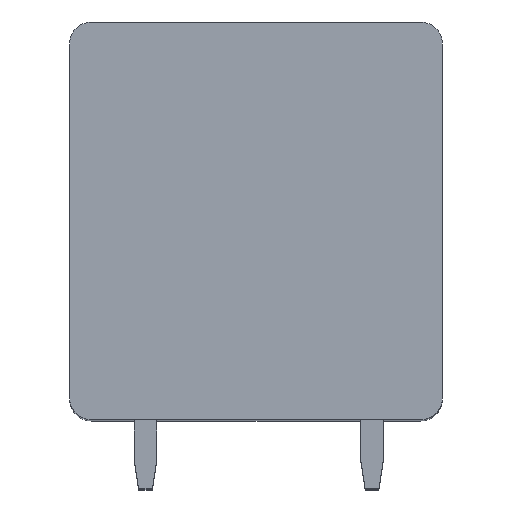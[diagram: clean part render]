
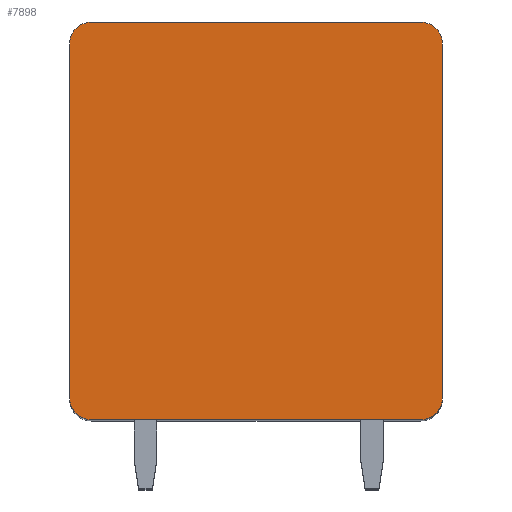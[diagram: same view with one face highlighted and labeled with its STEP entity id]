
A CAD part, top view. The second image highlights one B-rep face of the part: STEP entity #7898.
In plain terms, the highlighted planar face has unit normal (0, 0, 1).
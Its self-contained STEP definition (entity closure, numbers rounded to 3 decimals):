
#1019=CARTESIAN_POINT('',(-5.95,6.4,1.75));
#1020=DIRECTION('',(0.,0.,1.));
#1021=DIRECTION('',(0.,1.,0.));
#1022=AXIS2_PLACEMENT_3D('',#1019,#1020,#1021);
#1024=DIRECTION('',(-1.,0.,0.));
#1025=VECTOR('',#1024,11.9);
#1026=CARTESIAN_POINT('',(5.95,7.2,1.75));
#1027=LINE('',#1026,#1025);
#1028=CARTESIAN_POINT('',(5.95,6.4,1.75));
#1029=DIRECTION('',(0.,0.,1.));
#1030=DIRECTION('',(1.,0.,0.));
#1031=AXIS2_PLACEMENT_3D('',#1028,#1029,#1030);
#1033=DIRECTION('',(0.,1.,0.));
#1034=VECTOR('',#1033,12.8);
#1035=CARTESIAN_POINT('',(6.75,-6.4,1.75));
#1036=LINE('',#1035,#1034);
#1037=CARTESIAN_POINT('',(5.95,-6.4,1.75));
#1038=DIRECTION('',(0.,0.,1.));
#1039=DIRECTION('',(0.,-1.,0.));
#1040=AXIS2_PLACEMENT_3D('',#1037,#1038,#1039);
#1042=DIRECTION('',(1.,0.,0.));
#1043=VECTOR('',#1042,11.9);
#1044=CARTESIAN_POINT('',(-5.95,-7.2,1.75));
#1045=LINE('',#1044,#1043);
#1046=CARTESIAN_POINT('',(-5.95,-6.4,1.75));
#1047=DIRECTION('',(0.,0.,1.));
#1048=DIRECTION('',(-1.,0.,0.));
#1049=AXIS2_PLACEMENT_3D('',#1046,#1047,#1048);
#1051=DIRECTION('',(0.,-1.,0.));
#1052=VECTOR('',#1051,12.8);
#1053=CARTESIAN_POINT('',(-6.75,6.4,1.75));
#1054=LINE('',#1053,#1052);
#5805=CARTESIAN_POINT('',(-5.95,7.2,1.75));
#5806=VERTEX_POINT('',#5805);
#5807=CARTESIAN_POINT('',(-6.75,6.4,1.75));
#5808=VERTEX_POINT('',#5807);
#5813=CARTESIAN_POINT('',(6.75,6.4,1.75));
#5814=VERTEX_POINT('',#5813);
#5815=CARTESIAN_POINT('',(5.95,7.2,1.75));
#5816=VERTEX_POINT('',#5815);
#5821=CARTESIAN_POINT('',(-6.75,-6.4,1.75));
#5822=VERTEX_POINT('',#5821);
#5823=CARTESIAN_POINT('',(-5.95,-7.2,1.75));
#5824=VERTEX_POINT('',#5823);
#5829=CARTESIAN_POINT('',(5.95,-7.2,1.75));
#5830=VERTEX_POINT('',#5829);
#5831=CARTESIAN_POINT('',(6.75,-6.4,1.75));
#5832=VERTEX_POINT('',#5831);
#7883=CARTESIAN_POINT('',(0.,0.,1.75));
#7884=DIRECTION('',(0.,0.,1.));
#7885=DIRECTION('',(1.,0.,0.));
#7886=AXIS2_PLACEMENT_3D('',#7883,#7884,#7885);
#7887=PLANE('',#7886);
#7888=ORIENTED_EDGE('',*,*,#7233,.F.);
#7889=ORIENTED_EDGE('',*,*,#7249,.F.);
#7890=ORIENTED_EDGE('',*,*,#7458,.F.);
#7891=ORIENTED_EDGE('',*,*,#7473,.F.);
#7892=ORIENTED_EDGE('',*,*,#7626,.F.);
#7893=ORIENTED_EDGE('',*,*,#7639,.F.);
#7894=ORIENTED_EDGE('',*,*,#7794,.F.);
#7895=ORIENTED_EDGE('',*,*,#7806,.F.);
#7896=EDGE_LOOP('',(#7888,#7889,#7890,#7891,#7892,#7893,#7894,#7895));
#7897=FACE_OUTER_BOUND('',#7896,.F.);
#1023=CIRCLE('',#1022,0.8);
#1032=CIRCLE('',#1031,0.8);
#1041=CIRCLE('',#1040,0.8);
#1050=CIRCLE('',#1049,0.8);
#7233=EDGE_CURVE('',#5806,#5808,#1023,.T.);
#7249=EDGE_CURVE('',#5816,#5806,#1027,.T.);
#7458=EDGE_CURVE('',#5814,#5816,#1032,.T.);
#7473=EDGE_CURVE('',#5832,#5814,#1036,.T.);
#7626=EDGE_CURVE('',#5830,#5832,#1041,.T.);
#7639=EDGE_CURVE('',#5824,#5830,#1045,.T.);
#7794=EDGE_CURVE('',#5822,#5824,#1050,.T.);
#7806=EDGE_CURVE('',#5808,#5822,#1054,.T.);
#7898=ADVANCED_FACE('',(#7897),#7887,.T.);
